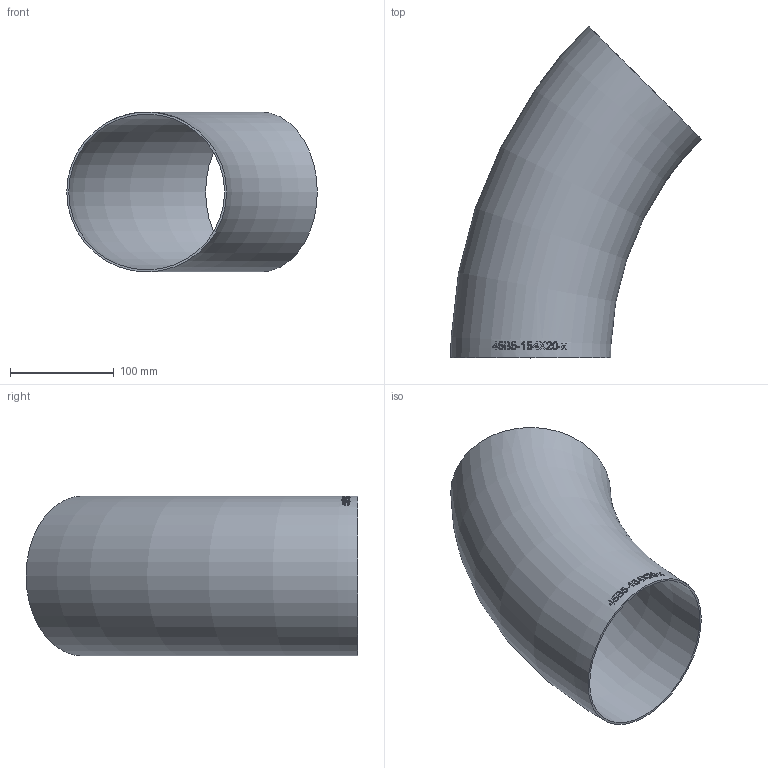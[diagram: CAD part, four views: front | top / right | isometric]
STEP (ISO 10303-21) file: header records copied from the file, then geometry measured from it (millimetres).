
FILE_DESCRIPTION (( 'STEP AP214' ), '1' );
FILE_NAME ('45B5-154X20-x Bogen 2005.STEP', '2020-05-11T07:50:04', ( '' ), ( '' ), 'SwSTEP 2.0', 'SolidWorks 2019', '' );
FILE_SCHEMA (( 'AUTOMOTIVE_DESIGN' ));
Length unit declared in the file: millimetre
Products named in the file (1): 45B5-154X20-x Bogen 2005
Bounding box: 241.28 x 319.61 x 154 mm (x, y, z)
Volume: 281278.1 mm3; surface area: 283208.6 mm2
Topology: 1 solids, 1 shells, 188 faces, 508 edges, 339 vertices
Faces by surface type: bspline 164, torus 22, plane 2
Entity records: 22739 total; most frequent: CARTESIAN_POINT 17569, ORIENTED_EDGE 992, EDGE_CURVE 496, B_SPLINE_CURVE_WITH_KNOTS 492, VERTEX_POINT 332, EDGE_LOOP 208, FACE_OUTER_BOUND 188, ADVANCED_FACE 186
